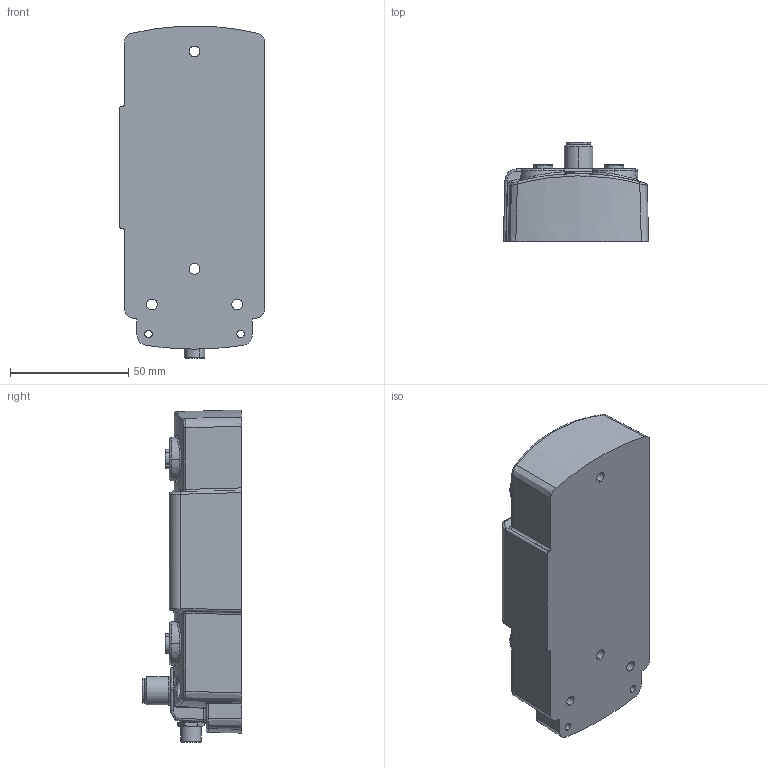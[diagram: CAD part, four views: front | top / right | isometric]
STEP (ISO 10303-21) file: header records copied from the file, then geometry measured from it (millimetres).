
FILE_DESCRIPTION((''),'2;1');
FILE_NAME('DM_CAD-1967_ASM','2014-06-05T',('creinig-se'),(''),'PRO/ENGINEER BY PARAMETRIC TECHNOLOGY CORPORATION, 2013050','PRO/ENGINEER BY PARAMETRIC TECHNOLOGY CORPORATION, 2013050','');
FILE_SCHEMA(('CONFIG_CONTROL_DESIGN'));
Length unit declared in the file: millimetre
Products named in the file (8): DM_CAD-1967_IDENT_GEHAEUSE; DM_CAD-1967_ESCHA_EWAS4; DM_CAD-1967_EINBAU_ESCHAEWAS4_ASM; DM_CAD-1967_M12_BUCHSE_1; DM_CAD-1967_M12_BUCHSE_3; DM_CAD-1967_IC_KP2_6_ASM; DM_CAD-1967_1500350_BUCHSE; DM_CAD-1967_ASM
Assembly tree (9 placements, depth 4):
  DM_CAD-1967_ASM
    DM_CAD-1967_IC_KP2_6_ASM
      DM_CAD-1967_EINBAU_ESCHAEWAS4_ASM
        DM_CAD-1967_IDENT_GEHAEUSE
        DM_CAD-1967_ESCHA_EWAS4
      DM_CAD-1967_M12_BUCHSE_1  x3
      DM_CAD-1967_M12_BUCHSE_3
    DM_CAD-1967_1500350_BUCHSE
Bounding box: 61.44 x 42 x 140.41 mm (x, y, z)
Volume: 212133.2 mm3; surface area: 34286 mm2
Topology: 7 solids, 7 shells, 665 faces, 1577 edges, 978 vertices
Faces by surface type: cylinder 234, plane 170, cone 106, bspline 75, torus 60, extrusion 12, sphere 8
Entity records: 28338 total; most frequent: CARTESIAN_POINT 11926, DIRECTION 2593, ORIENTED_EDGE 2562, EDGE_CURVE 1281, PRESENTATION_STYLE_ASSIGNMENT 1147, STYLED_ITEM 1147, AXIS2_PLACEMENT_3D 1053, CURVE_STYLE 1047
